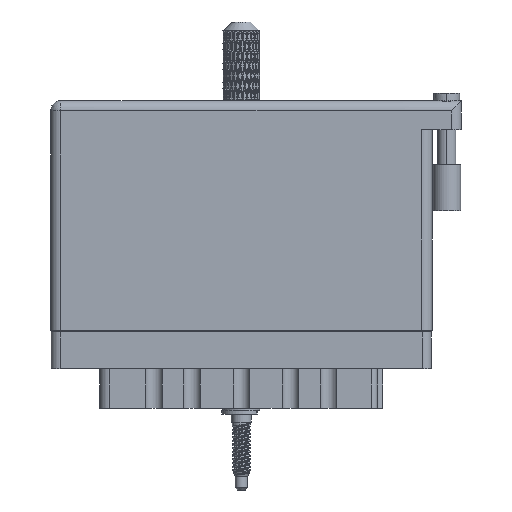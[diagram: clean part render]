
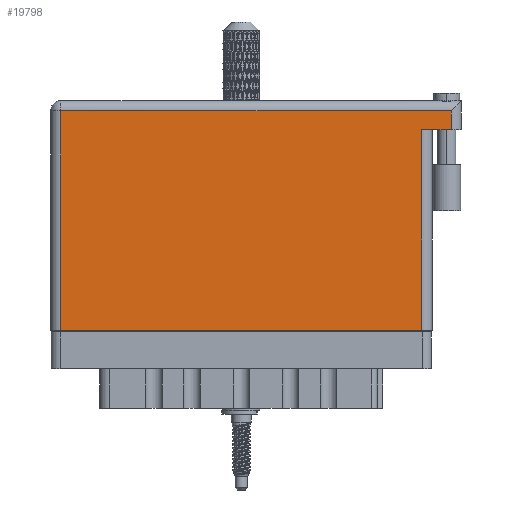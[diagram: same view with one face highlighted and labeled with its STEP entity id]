
A CAD part, front view. The second image highlights one B-rep face of the part: STEP entity #19798.
In plain terms, the highlighted face is planar.
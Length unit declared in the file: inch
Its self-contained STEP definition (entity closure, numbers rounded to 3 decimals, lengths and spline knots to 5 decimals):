
#5820 = EDGE_CURVE ( 'NONE', #104994, #104541, #77767, .T. ) ;
#6679 = DIRECTION ( 'NONE',  ( 0., 1., 0. ) ) ;
#6906 = CARTESIAN_POINT ( 'NONE',  ( 2.53, 0., 0. ) ) ;
#9460 = AXIS2_PLACEMENT_3D ( 'NONE', #106108, #60961, #27232 ) ;
#12306 = DIRECTION ( 'NONE',  ( 1., 0., 0. ) ) ;
#13822 = ORIENTED_EDGE ( 'NONE', *, *, #55301, .F. ) ;
#15170 = CARTESIAN_POINT ( 'NONE',  ( 2.73, 1.566, 0. ) ) ;
#15239 = CARTESIAN_POINT ( 'NONE',  ( 2.73, 1.496, 0. ) ) ;
#16107 = ORIENTED_EDGE ( 'NONE', *, *, #109789, .T. ) ;
#19798 = ADVANCED_FACE ( 'NONE', ( #79415 ), #69085, .F. ) ;
#19960 = LINE ( 'NONE', #15170, #69850 ) ;
#27232 = DIRECTION ( 'NONE',  ( -1., 0., 0. ) ) ;
#27715 = ORIENTED_EDGE ( 'NONE', *, *, #73939, .T. ) ;
#31235 = CARTESIAN_POINT ( 'NONE',  ( 2.8, 1.369, 0. ) ) ;
#35864 = VECTOR ( 'NONE', #111273, 39.37008 ) ;
#36006 = CARTESIAN_POINT ( 'NONE',  ( 0., 1.496, 0. ) ) ;
#46550 = CARTESIAN_POINT ( 'NONE',  ( 2.73, 1.369, 0. ) ) ;
#49126 = ORIENTED_EDGE ( 'NONE', *, *, #80900, .T. ) ;
#53014 = EDGE_LOOP ( 'NONE', ( #63101, #114581, #13822, #16107, #49126, #27715 ) ) ;
#53329 = CARTESIAN_POINT ( 'NONE',  ( 0.07, 1.496, 0. ) ) ;
#55301 = EDGE_CURVE ( 'NONE', #99047, #56246, #92609, .T. ) ;
#56246 = VERTEX_POINT ( 'NONE', #87248 ) ;
#59665 = DIRECTION ( 'NONE',  ( 0., 1., 0. ) ) ;
#60516 = VERTEX_POINT ( 'NONE', #53329 ) ;
#60961 = DIRECTION ( 'NONE',  ( 0., 0., -1. ) ) ;
#63101 = ORIENTED_EDGE ( 'NONE', *, *, #5820, .T. ) ;
#65242 = VECTOR ( 'NONE', #91419, 39.37008 ) ;
#69085 = PLANE ( 'NONE',  #9460 ) ;
#69850 = VECTOR ( 'NONE', #6679, 39.37008 ) ;
#73939 = EDGE_CURVE ( 'NONE', #60516, #104994, #91549, .T. ) ;
#74958 = VECTOR ( 'NONE', #12306, 39.37008 ) ;
#77767 = LINE ( 'NONE', #84225, #74958 ) ;
#79038 = DIRECTION ( 'NONE',  ( -1., 0., 0. ) ) ;
#79415 = FACE_OUTER_BOUND ( 'NONE', #53014, .T. ) ;
#80900 = EDGE_CURVE ( 'NONE', #99938, #60516, #97528, .T. ) ;
#84225 = CARTESIAN_POINT ( 'NONE',  ( 0., 0., 0. ) ) ;
#87248 = CARTESIAN_POINT ( 'NONE',  ( 2.53, 1.369, 0. ) ) ;
#87391 = VECTOR ( 'NONE', #59665, 39.37008 ) ;
#91347 = EDGE_CURVE ( 'NONE', #104541, #56246, #95765, .T. ) ;
#91419 = DIRECTION ( 'NONE',  ( 0., -1., 0. ) ) ;
#91549 = LINE ( 'NONE', #99955, #65242 ) ;
#92609 = LINE ( 'NONE', #31235, #35864 ) ;
#95765 = LINE ( 'NONE', #104131, #87391 ) ;
#97528 = LINE ( 'NONE', #36006, #100281 ) ;
#98793 = CARTESIAN_POINT ( 'NONE',  ( 0.07, 0., 0. ) ) ;
#99047 = VERTEX_POINT ( 'NONE', #46550 ) ;
#99938 = VERTEX_POINT ( 'NONE', #15239 ) ;
#99955 = CARTESIAN_POINT ( 'NONE',  ( 0.07, 0., 0. ) ) ;
#100281 = VECTOR ( 'NONE', #79038, 39.37008 ) ;
#104131 = CARTESIAN_POINT ( 'NONE',  ( 2.53, 1.369, 0. ) ) ;
#104541 = VERTEX_POINT ( 'NONE', #6906 ) ;
#104994 = VERTEX_POINT ( 'NONE', #98793 ) ;
#106108 = CARTESIAN_POINT ( 'NONE',  ( 0., 1.566, 0. ) ) ;
#109789 = EDGE_CURVE ( 'NONE', #99047, #99938, #19960, .T. ) ;
#111273 = DIRECTION ( 'NONE',  ( -1., 0., 0. ) ) ;
#114581 = ORIENTED_EDGE ( 'NONE', *, *, #91347, .T. ) ;
